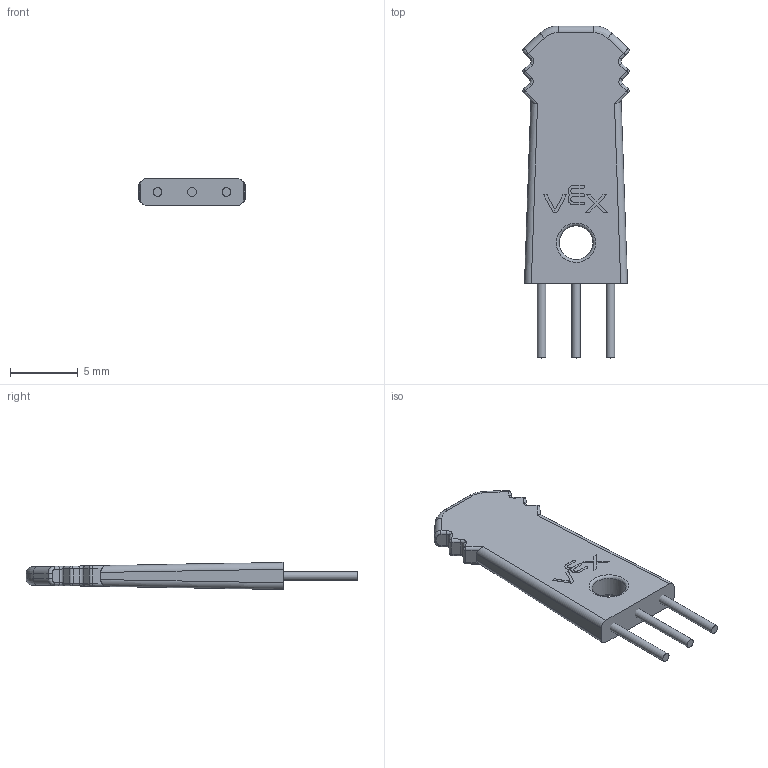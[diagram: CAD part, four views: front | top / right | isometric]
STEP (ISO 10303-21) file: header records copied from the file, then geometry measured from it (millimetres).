
FILE_DESCRIPTION(/* description */ (''),/* implementation_level */ '2;1');
FILE_NAME(/* name */ 'Jumper.ipt.step',/* time_stamp */ '2020-04-16T23:11:29-04:00',/* author */ (''),/* organization */ (''),/* preprocessor_version */ 'ST-DEVELOPER v17',/* originating_system */ 'Autodesk Inventor 2019',/* authorisation */ '');
FILE_SCHEMA (('AUTOMOTIVE_DESIGN { 1 0 10303 214 3 1 1 }'));
Length unit declared in the file: millimetre
Products named in the file (1): Jumper
Bounding box: 7.84 x 24.5 x 2 mm (x, y, z)
Volume: 221.5 mm3; surface area: 409.7 mm2
Topology: 3 solids, 3 shells, 136 faces, 325 edges, 198 vertices
Faces by surface type: cylinder 53, plane 50, bspline 24, sphere 8, torus 1
Full cylindrical faces by diameter (mm): 0.64 x3, 2.5 x1
Entity records: 4537 total; most frequent: CARTESIAN_POINT 1296, DIRECTION 658, ORIENTED_EDGE 650, EDGE_CURVE 325, AXIS2_PLACEMENT_3D 238, VERTEX_POINT 198, LINE 182, VECTOR 182
